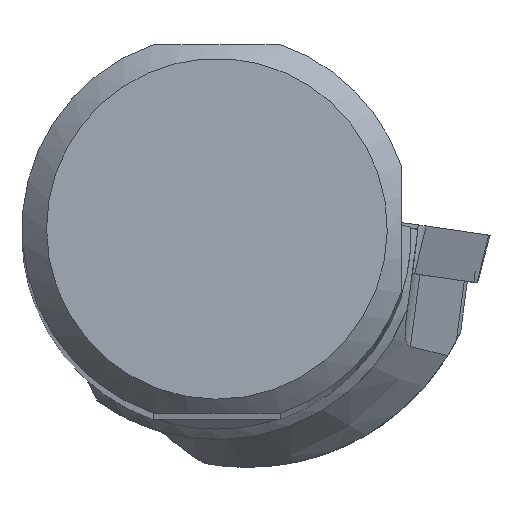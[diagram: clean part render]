
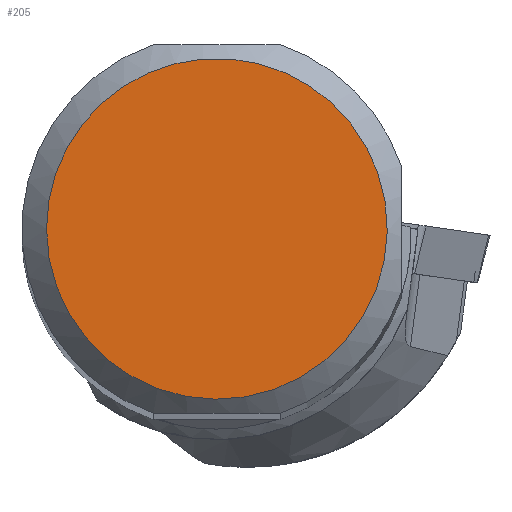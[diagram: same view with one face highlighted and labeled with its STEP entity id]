
A CAD part, top view. The second image highlights one B-rep face of the part: STEP entity #205.
In plain terms, the highlighted planar face has unit normal (0, 0, 1).
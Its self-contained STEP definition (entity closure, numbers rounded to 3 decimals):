
#158=FACE_OUTER_BOUND('',#410,.T.);
#205=ADVANCED_FACE('CU_SU_BP3',(#158),#238,.T.);
#238=PLANE('',#1105);
#410=EDGE_LOOP('',(#587));
#587=ORIENTED_EDGE('',*,*,#880,.F.);
#771=VERTEX_POINT('',#1809);
#880=EDGE_CURVE('',#771,#771,#935,.T.);
#935=CIRCLE('',#1104,13.864);
#1104=AXIS2_PLACEMENT_3D('',#1808,#1337,#1338);
#1105=AXIS2_PLACEMENT_3D('',#1810,#1339,#1340);
#1337=DIRECTION('',(0.,0.,-1.));
#1338=DIRECTION('',(-1.,0.,0.));
#1339=DIRECTION('',(0.,0.,1.));
#1340=DIRECTION('',(-1.,0.,0.));
#1808=CARTESIAN_POINT('',(0.,0.,0.));
#1809=CARTESIAN_POINT('',(-13.864,0.,0.));
#1810=CARTESIAN_POINT('',(0.,0.,
0.));
